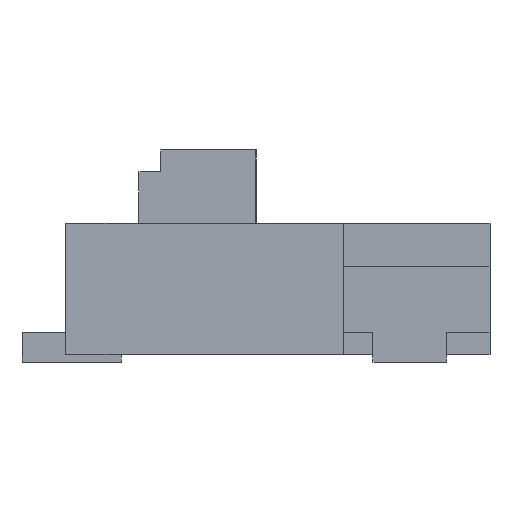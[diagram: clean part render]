
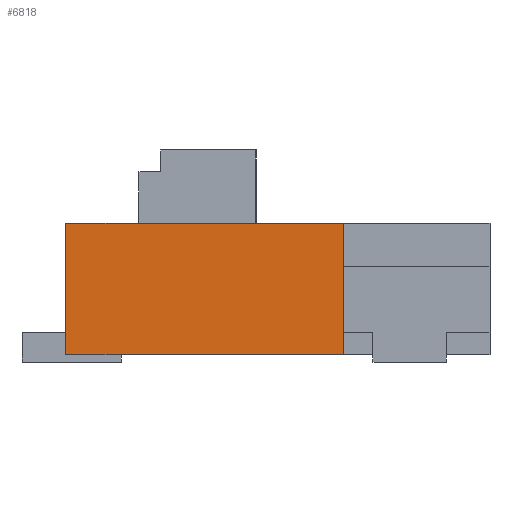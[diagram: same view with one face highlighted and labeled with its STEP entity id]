
A CAD part, left-side view. The second image highlights one B-rep face of the part: STEP entity #6818.
In plain terms, the highlighted planar face has unit normal (-1, 0, 0).
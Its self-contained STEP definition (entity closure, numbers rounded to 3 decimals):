
#3187 = PLANE('',#3188);
#3188 = AXIS2_PLACEMENT_3D('',#3189,#3190,#3191);
#3189 = CARTESIAN_POINT('',(-1.25,1.07,
    0.05));
#3190 = DIRECTION('',(0.,0.,1.));
#3191 = DIRECTION('',(1.,0.,-0.));
#5148 = VERTEX_POINT('',#5149);
#5149 = CARTESIAN_POINT('',(-2.5,-0.6,
    0.05));
#5163 = PLANE('',#5164);
#5164 = AXIS2_PLACEMENT_3D('',#5165,#5166,#5167);
#5165 = CARTESIAN_POINT('',(-2.5,-0.6,
    0.95));
#5166 = DIRECTION('',(0.,1.,0.));
#5167 = DIRECTION('',(0.,-0.,1.));
#5175 = EDGE_CURVE('',#5176,#5148,#5178,.T.);
#5176 = VERTEX_POINT('',#5177);
#5177 = CARTESIAN_POINT('',(-2.5,1.3,
    0.05));
#5178 = SURFACE_CURVE('',#5179,(#5183,#5190),.PCURVE_S1.);
#5179 = LINE('',#5180,#5181);
#5180 = CARTESIAN_POINT('',(-2.5,1.3,
    0.05));
#5181 = VECTOR('',#5182,1.);
#5182 = DIRECTION('',(0.,-1.,0.));
#5183 = PCURVE('',#3187,#5184);
#5184 = DEFINITIONAL_REPRESENTATION('',(#5185),#5189);
#5185 = LINE('',#5186,#5187);
#5186 = CARTESIAN_POINT('',(-1.25,0.23));
#5187 = VECTOR('',#5188,1.);
#5188 = DIRECTION('',(0.,-1.));
#5189 = ( GEOMETRIC_REPRESENTATION_CONTEXT(2) 
PARAMETRIC_REPRESENTATION_CONTEXT() REPRESENTATION_CONTEXT('2D SPACE',''
  ) );
#5190 = PCURVE('',#5191,#5196);
#5191 = PLANE('',#5192);
#5192 = AXIS2_PLACEMENT_3D('',#5193,#5194,#5195);
#5193 = CARTESIAN_POINT('',(-2.5,1.3,0.95
    ));
#5194 = DIRECTION('',(1.,0.,0.));
#5195 = DIRECTION('',(0.,1.,0.));
#5196 = DEFINITIONAL_REPRESENTATION('',(#5197),#5201);
#5197 = LINE('',#5198,#5199);
#5198 = CARTESIAN_POINT('',(0.,-0.9));
#5199 = VECTOR('',#5200,1.);
#5200 = DIRECTION('',(-1.,0.));
#5201 = ( GEOMETRIC_REPRESENTATION_CONTEXT(2) 
PARAMETRIC_REPRESENTATION_CONTEXT() REPRESENTATION_CONTEXT('2D SPACE',''
  ) );
#5219 = PLANE('',#5220);
#5220 = AXIS2_PLACEMENT_3D('',#5221,#5222,#5223);
#5221 = CARTESIAN_POINT('',(-2.5,1.3,0.95
    ));
#5222 = DIRECTION('',(0.,-1.,0.));
#5223 = DIRECTION('',(1.,0.,0.));
#6513 = EDGE_CURVE('',#6514,#5176,#6516,.T.);
#6514 = VERTEX_POINT('',#6515);
#6515 = CARTESIAN_POINT('',(-2.5,1.3,0.95
    ));
#6516 = SURFACE_CURVE('',#6517,(#6521,#6528),.PCURVE_S1.);
#6517 = LINE('',#6518,#6519);
#6518 = CARTESIAN_POINT('',(-2.5,1.3,0.95
    ));
#6519 = VECTOR('',#6520,1.);
#6520 = DIRECTION('',(-0.,-0.,-1.));
#6521 = PCURVE('',#5219,#6522);
#6522 = DEFINITIONAL_REPRESENTATION('',(#6523),#6527);
#6523 = LINE('',#6524,#6525);
#6524 = CARTESIAN_POINT('',(0.,0.));
#6525 = VECTOR('',#6526,1.);
#6526 = DIRECTION('',(0.,-1.));
#6527 = ( GEOMETRIC_REPRESENTATION_CONTEXT(2) 
PARAMETRIC_REPRESENTATION_CONTEXT() REPRESENTATION_CONTEXT('2D SPACE',''
  ) );
#6528 = PCURVE('',#5191,#6529);
#6529 = DEFINITIONAL_REPRESENTATION('',(#6530),#6534);
#6530 = LINE('',#6531,#6532);
#6531 = CARTESIAN_POINT('',(0.,0.));
#6532 = VECTOR('',#6533,1.);
#6533 = DIRECTION('',(0.,-1.));
#6534 = ( GEOMETRIC_REPRESENTATION_CONTEXT(2) 
PARAMETRIC_REPRESENTATION_CONTEXT() REPRESENTATION_CONTEXT('2D SPACE',''
  ) );
#6552 = PLANE('',#6553);
#6553 = AXIS2_PLACEMENT_3D('',#6554,#6555,#6556);
#6554 = CARTESIAN_POINT('',(-1.25,1.07,
    0.95));
#6555 = DIRECTION('',(0.,0.,1.));
#6556 = DIRECTION('',(1.,0.,-0.));
#6818 = ADVANCED_FACE('',(#6819),#5191,.F.);
#6819 = FACE_BOUND('',#6820,.T.);
#6820 = EDGE_LOOP('',(#6821,#6822,#6845,#6866));
#6821 = ORIENTED_EDGE('',*,*,#5175,.T.);
#6822 = ORIENTED_EDGE('',*,*,#6823,.F.);
#6823 = EDGE_CURVE('',#6824,#5148,#6826,.T.);
#6824 = VERTEX_POINT('',#6825);
#6825 = CARTESIAN_POINT('',(-2.5,-0.6,
    0.95));
#6826 = SURFACE_CURVE('',#6827,(#6831,#6838),.PCURVE_S1.);
#6827 = LINE('',#6828,#6829);
#6828 = CARTESIAN_POINT('',(-2.5,-0.6,
    0.95));
#6829 = VECTOR('',#6830,1.);
#6830 = DIRECTION('',(-0.,-0.,-1.));
#6831 = PCURVE('',#5191,#6832);
#6832 = DEFINITIONAL_REPRESENTATION('',(#6833),#6837);
#6833 = LINE('',#6834,#6835);
#6834 = CARTESIAN_POINT('',(-1.9,0.));
#6835 = VECTOR('',#6836,1.);
#6836 = DIRECTION('',(0.,-1.));
#6837 = ( GEOMETRIC_REPRESENTATION_CONTEXT(2) 
PARAMETRIC_REPRESENTATION_CONTEXT() REPRESENTATION_CONTEXT('2D SPACE',''
  ) );
#6838 = PCURVE('',#5163,#6839);
#6839 = DEFINITIONAL_REPRESENTATION('',(#6840),#6844);
#6840 = LINE('',#6841,#6842);
#6841 = CARTESIAN_POINT('',(0.,0.));
#6842 = VECTOR('',#6843,1.);
#6843 = DIRECTION('',(-1.,0.));
#6844 = ( GEOMETRIC_REPRESENTATION_CONTEXT(2) 
PARAMETRIC_REPRESENTATION_CONTEXT() REPRESENTATION_CONTEXT('2D SPACE',''
  ) );
#6845 = ORIENTED_EDGE('',*,*,#6846,.F.);
#6846 = EDGE_CURVE('',#6514,#6824,#6847,.T.);
#6847 = SURFACE_CURVE('',#6848,(#6852,#6859),.PCURVE_S1.);
#6848 = LINE('',#6849,#6850);
#6849 = CARTESIAN_POINT('',(-2.5,1.3,0.95
    ));
#6850 = VECTOR('',#6851,1.);
#6851 = DIRECTION('',(0.,-1.,0.));
#6852 = PCURVE('',#5191,#6853);
#6853 = DEFINITIONAL_REPRESENTATION('',(#6854),#6858);
#6854 = LINE('',#6855,#6856);
#6855 = CARTESIAN_POINT('',(0.,0.));
#6856 = VECTOR('',#6857,1.);
#6857 = DIRECTION('',(-1.,0.));
#6858 = ( GEOMETRIC_REPRESENTATION_CONTEXT(2) 
PARAMETRIC_REPRESENTATION_CONTEXT() REPRESENTATION_CONTEXT('2D SPACE',''
  ) );
#6859 = PCURVE('',#6552,#6860);
#6860 = DEFINITIONAL_REPRESENTATION('',(#6861),#6865);
#6861 = LINE('',#6862,#6863);
#6862 = CARTESIAN_POINT('',(-1.25,0.23));
#6863 = VECTOR('',#6864,1.);
#6864 = DIRECTION('',(0.,-1.));
#6865 = ( GEOMETRIC_REPRESENTATION_CONTEXT(2) 
PARAMETRIC_REPRESENTATION_CONTEXT() REPRESENTATION_CONTEXT('2D SPACE',''
  ) );
#6866 = ORIENTED_EDGE('',*,*,#6513,.T.);
